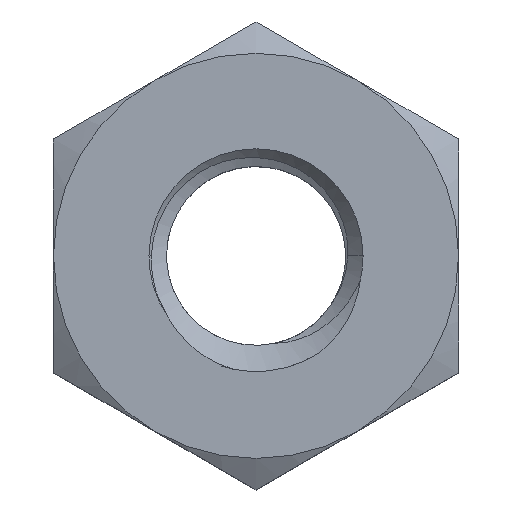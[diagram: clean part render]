
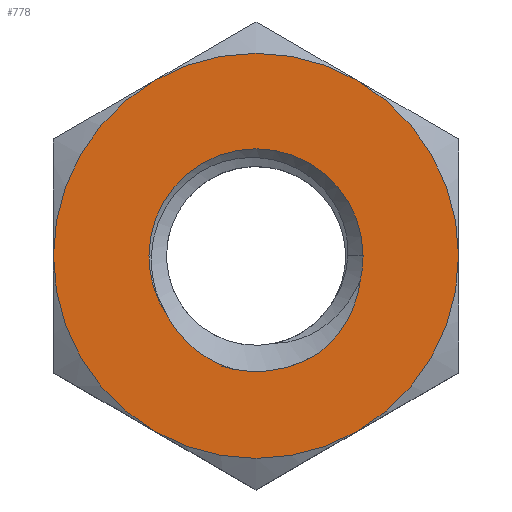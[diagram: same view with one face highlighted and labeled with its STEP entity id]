
A CAD part, top view. The second image highlights one B-rep face of the part: STEP entity #778.
In plain terms, the highlighted planar face has unit normal (0, 0, 1).
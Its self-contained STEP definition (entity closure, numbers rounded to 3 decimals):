
#437 = EDGE_CURVE('',#438,#440,#442,.T.);
#438 = VERTEX_POINT('',#439);
#439 = CARTESIAN_POINT('',(-0.392,-1.961,1.375));
#440 = VERTEX_POINT('',#441);
#441 = CARTESIAN_POINT('',(1.082,-1.682,1.375
    ));
#442 = CIRCLE('',#443,2.);
#443 = AXIS2_PLACEMENT_3D('',#444,#445,#446);
#444 = CARTESIAN_POINT('',(0.,0.,1.375
    ));
#445 = DIRECTION('',(0.,0.,1.));
#446 = DIRECTION('',(1.,0.,-0.));
#687 = EDGE_CURVE('',#688,#690,#692,.T.);
#688 = VERTEX_POINT('',#689);
#689 = CARTESIAN_POINT('',(-1.533,-1.035,1.375));
#690 = VERTEX_POINT('',#691);
#691 = CARTESIAN_POINT('',(-1.85,0.,1.375));
#692 = CIRCLE('',#693,1.85);
#693 = AXIS2_PLACEMENT_3D('',#694,#695,#696);
#694 = CARTESIAN_POINT('',(0.,0.,1.375));
#695 = DIRECTION('',(0.,-0.,-1.));
#696 = DIRECTION('',(1.,0.,-0.));
#723 = EDGE_CURVE('',#690,#724,#726,.T.);
#724 = VERTEX_POINT('',#725);
#725 = CARTESIAN_POINT('',(1.85,0.,1.375));
#726 = CIRCLE('',#727,1.85);
#727 = AXIS2_PLACEMENT_3D('',#728,#729,#730);
#728 = CARTESIAN_POINT('',(0.,0.,1.375));
#729 = DIRECTION('',(0.,0.,-1.));
#730 = DIRECTION('',(1.,0.,0.));
#778 = ADVANCED_FACE('',(#779,#835),#873,.T.);
#779 = FACE_BOUND('',#780,.T.);
#780 = EDGE_LOOP('',(#781,#792,#801,#810,#819,#828));
#781 = ORIENTED_EDGE('',*,*,#782,.T.);
#782 = EDGE_CURVE('',#783,#785,#787,.T.);
#783 = VERTEX_POINT('',#784);
#784 = CARTESIAN_POINT('',(1.75,-3.031,1.375));
#785 = VERTEX_POINT('',#786);
#786 = CARTESIAN_POINT('',(3.5,0.,1.375));
#787 = CIRCLE('',#788,3.5);
#788 = AXIS2_PLACEMENT_3D('',#789,#790,#791);
#789 = CARTESIAN_POINT('',(0.,0.,1.375));
#790 = DIRECTION('',(0.,0.,1.));
#791 = DIRECTION('',(1.,0.,-0.));
#792 = ORIENTED_EDGE('',*,*,#793,.T.);
#793 = EDGE_CURVE('',#785,#794,#796,.T.);
#794 = VERTEX_POINT('',#795);
#795 = CARTESIAN_POINT('',(1.75,3.031,1.375));
#796 = CIRCLE('',#797,3.5);
#797 = AXIS2_PLACEMENT_3D('',#798,#799,#800);
#798 = CARTESIAN_POINT('',(0.,0.,1.375));
#799 = DIRECTION('',(0.,0.,1.));
#800 = DIRECTION('',(1.,0.,-0.));
#801 = ORIENTED_EDGE('',*,*,#802,.T.);
#802 = EDGE_CURVE('',#794,#803,#805,.T.);
#803 = VERTEX_POINT('',#804);
#804 = CARTESIAN_POINT('',(-1.75,3.031,1.375));
#805 = CIRCLE('',#806,3.5);
#806 = AXIS2_PLACEMENT_3D('',#807,#808,#809);
#807 = CARTESIAN_POINT('',(0.,0.,1.375));
#808 = DIRECTION('',(0.,0.,1.));
#809 = DIRECTION('',(1.,0.,-0.));
#810 = ORIENTED_EDGE('',*,*,#811,.T.);
#811 = EDGE_CURVE('',#803,#812,#814,.T.);
#812 = VERTEX_POINT('',#813);
#813 = CARTESIAN_POINT('',(-3.5,0.,1.375));
#814 = CIRCLE('',#815,3.5);
#815 = AXIS2_PLACEMENT_3D('',#816,#817,#818);
#816 = CARTESIAN_POINT('',(0.,0.,1.375));
#817 = DIRECTION('',(0.,0.,1.));
#818 = DIRECTION('',(1.,0.,-0.));
#819 = ORIENTED_EDGE('',*,*,#820,.T.);
#820 = EDGE_CURVE('',#812,#821,#823,.T.);
#821 = VERTEX_POINT('',#822);
#822 = CARTESIAN_POINT('',(-1.75,-3.031,1.375));
#823 = CIRCLE('',#824,3.5);
#824 = AXIS2_PLACEMENT_3D('',#825,#826,#827);
#825 = CARTESIAN_POINT('',(0.,0.,1.375));
#826 = DIRECTION('',(0.,0.,1.));
#827 = DIRECTION('',(1.,0.,-0.));
#828 = ORIENTED_EDGE('',*,*,#829,.T.);
#829 = EDGE_CURVE('',#821,#783,#830,.T.);
#830 = CIRCLE('',#831,3.5);
#831 = AXIS2_PLACEMENT_3D('',#832,#833,#834);
#832 = CARTESIAN_POINT('',(0.,0.,1.375));
#833 = DIRECTION('',(0.,0.,1.));
#834 = DIRECTION('',(1.,0.,-0.));
#835 = FACE_BOUND('',#836,.T.);
#836 = EDGE_LOOP('',(#837,#838,#839,#848,#859,#860));
#837 = ORIENTED_EDGE('',*,*,#687,.T.);
#838 = ORIENTED_EDGE('',*,*,#723,.T.);
#839 = ORIENTED_EDGE('',*,*,#840,.T.);
#840 = EDGE_CURVE('',#724,#841,#843,.T.);
#841 = VERTEX_POINT('',#842);
#842 = CARTESIAN_POINT('',(1.806,-0.4,1.375));
#843 = CIRCLE('',#844,1.85);
#844 = AXIS2_PLACEMENT_3D('',#845,#846,#847);
#845 = CARTESIAN_POINT('',(0.,0.,1.375));
#846 = DIRECTION('',(0.,0.,-1.));
#847 = DIRECTION('',(1.,0.,0.));
#848 = ORIENTED_EDGE('',*,*,#849,.T.);
#849 = EDGE_CURVE('',#841,#440,#850,.T.);
#850 = B_SPLINE_CURVE_WITH_KNOTS('',3,(#851,#852,#853,#854,#855,#856,
    #857,#858),.UNSPECIFIED.,.F.,.F.,(4,2,2,4),(0.003,
    0.003,0.003,0.004),
  .UNSPECIFIED.);
#851 = CARTESIAN_POINT('',(1.806,-0.4,1.375));
#852 = CARTESIAN_POINT('',(1.792,-0.526,1.375));
#853 = CARTESIAN_POINT('',(1.766,-0.65,1.375));
#854 = CARTESIAN_POINT('',(1.688,-0.888,1.375));
#855 = CARTESIAN_POINT('',(1.637,-1.005,1.375));
#856 = CARTESIAN_POINT('',(1.45,-1.334,1.375));
#857 = CARTESIAN_POINT('',(1.281,-1.525,1.375));
#858 = CARTESIAN_POINT('',(1.082,-1.682,1.375
    ));
#859 = ORIENTED_EDGE('',*,*,#437,.F.);
#860 = ORIENTED_EDGE('',*,*,#861,.T.);
#861 = EDGE_CURVE('',#438,#688,#862,.T.);
#862 = B_SPLINE_CURVE_WITH_KNOTS('',3,(#863,#864,#865,#866,#867,#868,
    #869,#870,#871,#872),.UNSPECIFIED.,.F.,.F.,(4,2,2,2,4),(
    0.,0.,0.001,
    0.001,0.002),.UNSPECIFIED.);
#863 = CARTESIAN_POINT('',(-0.392,-1.961,1.375));
#864 = CARTESIAN_POINT('',(-0.514,-1.925,1.375));
#865 = CARTESIAN_POINT('',(-0.631,-1.878,1.375));
#866 = CARTESIAN_POINT('',(-0.853,-1.763,1.375));
#867 = CARTESIAN_POINT('',(-0.96,-1.693,1.375));
#868 = CARTESIAN_POINT('',(-1.155,-1.535,1.375));
#869 = CARTESIAN_POINT('',(-1.244,-1.446,1.375));
#870 = CARTESIAN_POINT('',(-1.404,-1.252,1.375));
#871 = CARTESIAN_POINT('',(-1.475,-1.146,1.375));
#872 = CARTESIAN_POINT('',(-1.533,-1.035,1.375));
#873 = PLANE('',#874);
#874 = AXIS2_PLACEMENT_3D('',#875,#876,#877);
#875 = CARTESIAN_POINT('',(-3.5,2.021,1.375));
#876 = DIRECTION('',(0.,0.,1.));
#877 = DIRECTION('',(1.,0.,-0.));
